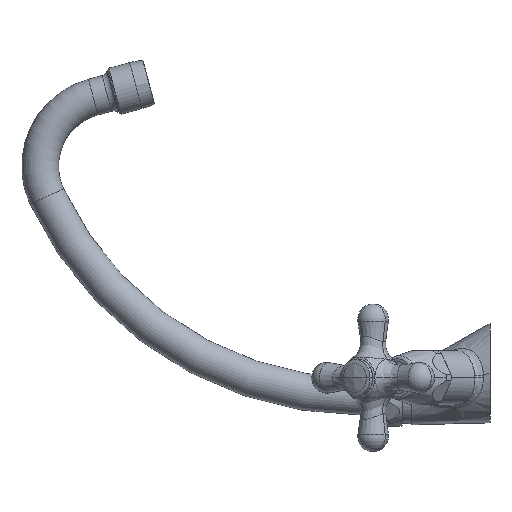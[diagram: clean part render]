
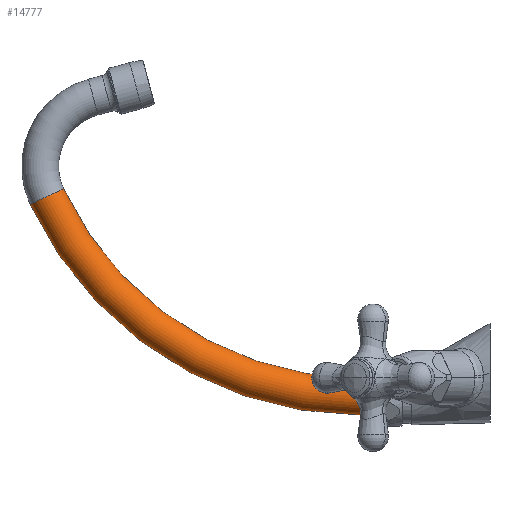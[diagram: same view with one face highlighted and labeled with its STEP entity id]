
A CAD part, left-side view. The second image highlights one B-rep face of the part: STEP entity #14777.
In plain terms, the highlighted toroidal (fillet/blend) face has major radius 168.937 mm and minor radius 9 mm.
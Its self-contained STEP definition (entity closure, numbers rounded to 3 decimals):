
#4118=CARTESIAN_POINT('',(0.,63.1,-11.4));
#4119=DIRECTION('',(0.,1.,0.));
#4120=DIRECTION('',(0.,0.,-1.));
#4121=AXIS2_PLACEMENT_3D('',#4118,#4119,#4120);
#4123=CARTESIAN_POINT('',(0.,63.1,157.537));
#4124=DIRECTION('',(1.,0.,0.));
#4125=DIRECTION('',(0.,0.,-1.));
#4126=AXIS2_PLACEMENT_3D('',#4123,#4124,#4125);
#4133=CARTESIAN_POINT('',(0.,63.1,157.537));
#4134=DIRECTION('',(1.,0.,0.));
#4135=DIRECTION('',(0.,0.,-1.));
#4136=AXIS2_PLACEMENT_3D('',#4133,#4134,#4135);
#4148=CARTESIAN_POINT('',(0.,216.229,86.184));
#4149=DIRECTION('',(0.,0.422,0.906));
#4150=DIRECTION('',(0.,0.906,-0.422));
#4151=AXIS2_PLACEMENT_3D('',#4148,#4149,#4150);
#8283=CARTESIAN_POINT('',(0.,63.1,-2.4));
#8284=CARTESIAN_POINT('',(0.,63.1,-20.4));
#8285=VERTEX_POINT('',#8283);
#8286=VERTEX_POINT('',#8284);
#8287=CARTESIAN_POINT('',(0.,208.071,89.986));
#8288=CARTESIAN_POINT('',(0.,224.387,82.383));
#8289=VERTEX_POINT('',#8287);
#8290=VERTEX_POINT('',#8288);
#14763=CARTESIAN_POINT('',(0.,63.1,157.537));
#14764=DIRECTION('',(1.,0.,0.));
#14765=DIRECTION('',(0.,0.,1.));
#14766=AXIS2_PLACEMENT_3D('',#14763,#14764,#14765);
#14767=TOROIDAL_SURFACE('',#14766,168.937,9.);
#14768=ORIENTED_EDGE('',*,*,#14750,.F.);
#14770=ORIENTED_EDGE('',*,*,#14769,.T.);
#14772=ORIENTED_EDGE('',*,*,#14771,.T.);
#14774=ORIENTED_EDGE('',*,*,#14773,.F.);
#14775=EDGE_LOOP('',(#14768,#14770,#14772,#14774));
#14776=FACE_OUTER_BOUND('',#14775,.F.);
#14777=ADVANCED_FACE('',(#14776),#14767,.T.);
#4122=CIRCLE('',#4121,9.);
#4127=CIRCLE('',#4126,177.937);
#4137=CIRCLE('',#4136,159.937);
#4152=CIRCLE('',#4151,9.);
#14750=EDGE_CURVE('',#8286,#8285,#4122,.T.);
#14769=EDGE_CURVE('',#8286,#8290,#4127,.T.);
#14771=EDGE_CURVE('',#8290,#8289,#4152,.T.);
#14773=EDGE_CURVE('',#8285,#8289,#4137,.T.);
